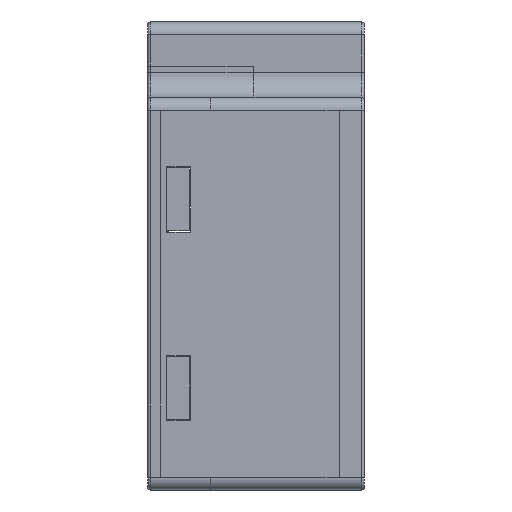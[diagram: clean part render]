
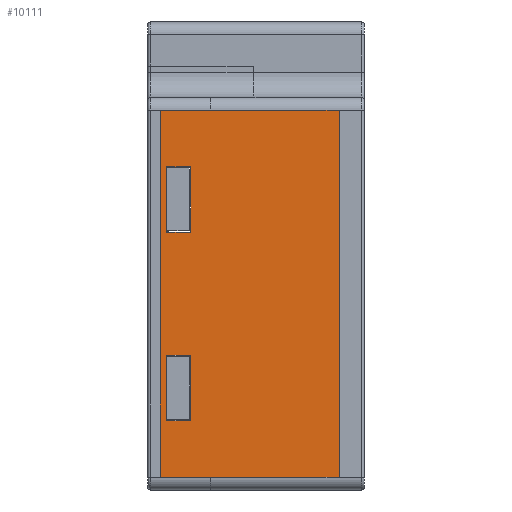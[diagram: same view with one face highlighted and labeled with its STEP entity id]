
A CAD part, left-side view. The second image highlights one B-rep face of the part: STEP entity #10111.
In plain terms, the highlighted planar face has unit normal (-1, 0, 0).
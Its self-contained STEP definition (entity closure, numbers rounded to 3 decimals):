
#3777=DIRECTION('',(0.,-1.,0.));
#3778=VECTOR('',#3777,1.9);
#3779=CARTESIAN_POINT('',(-17.25,7.1,-10.095));
#3780=LINE('',#3779,#3778);
#3784=DIRECTION('',(0.,0.,1.));
#3785=VECTOR('',#3784,5.2);
#3786=CARTESIAN_POINT('',(-17.25,5.2,-10.095));
#3787=LINE('',#3786,#3785);
#3791=DIRECTION('',(0.,1.,0.));
#3792=VECTOR('',#3791,1.9);
#3793=CARTESIAN_POINT('',(-17.25,5.2,-4.895));
#3794=LINE('',#3793,#3792);
#3798=DIRECTION('',(0.,0.,-1.));
#3799=VECTOR('',#3798,5.2);
#3800=CARTESIAN_POINT('',(-17.25,7.1,-4.895));
#3801=LINE('',#3800,#3799);
#3805=DIRECTION('',(0.,-1.,0.));
#3806=VECTOR('',#3805,1.9);
#3807=CARTESIAN_POINT('',(-17.25,7.1,4.895));
#3808=LINE('',#3807,#3806);
#3812=DIRECTION('',(0.,0.,1.));
#3813=VECTOR('',#3812,5.2);
#3814=CARTESIAN_POINT('',(-17.25,5.2,4.895));
#3815=LINE('',#3814,#3813);
#3819=DIRECTION('',(0.,1.,0.));
#3820=VECTOR('',#3819,1.9);
#3821=CARTESIAN_POINT('',(-17.25,5.2,10.095));
#3822=LINE('',#3821,#3820);
#3826=DIRECTION('',(0.,0.,-1.));
#3827=VECTOR('',#3826,5.2);
#3828=CARTESIAN_POINT('',(-17.25,7.1,10.095));
#3829=LINE('',#3828,#3827);
#3833=DIRECTION('',(0.,-1.,0.));
#3834=VECTOR('',#3833,4.);
#3835=CARTESIAN_POINT('',(-17.25,7.6,14.58));
#3836=LINE('',#3835,#3834);
#3840=DIRECTION('',(0.,0.,1.));
#3841=VECTOR('',#3840,0.02);
#3842=CARTESIAN_POINT('',(-17.25,3.6,14.58));
#3843=LINE('',#3842,#3841);
#3847=DIRECTION('',(0.,1.,0.));
#3848=VECTOR('',#3847,10.2);
#3849=CARTESIAN_POINT('',(-17.25,-6.6,14.6));
#3850=LINE('',#3849,#3848);
#3854=DIRECTION('',(0.,0.,1.));
#3855=VECTOR('',#3854,29.2);
#3856=CARTESIAN_POINT('',(-17.25,-6.6,-14.6));
#3857=LINE('',#3856,#3855);
#3861=DIRECTION('',(0.,-1.,0.));
#3862=VECTOR('',#3861,10.2);
#3863=CARTESIAN_POINT('',(-17.25,3.6,-14.6));
#3864=LINE('',#3863,#3862);
#3868=DIRECTION('',(0.,0.,1.));
#3869=VECTOR('',#3868,0.02);
#3870=CARTESIAN_POINT('',(-17.25,3.6,-14.6));
#3871=LINE('',#3870,#3869);
#3875=DIRECTION('',(0.,-1.,0.));
#3876=VECTOR('',#3875,4.);
#3877=CARTESIAN_POINT('',(-17.25,7.6,-14.58));
#3878=LINE('',#3877,#3876);
#3882=DIRECTION('',(0.,0.,-1.));
#3883=VECTOR('',#3882,29.16);
#3884=CARTESIAN_POINT('',(-17.25,7.6,14.58));
#3885=LINE('',#3884,#3883);
#7777=CARTESIAN_POINT('',(-17.25,-6.6,-14.6));
#7778=CARTESIAN_POINT('',(-17.25,-6.6,14.6));
#7779=VERTEX_POINT('',#7777);
#7780=VERTEX_POINT('',#7778);
#7801=CARTESIAN_POINT('',(-17.25,7.1,-10.095));
#7802=CARTESIAN_POINT('',(-17.25,5.2,-10.095));
#7803=VERTEX_POINT('',#7801);
#7804=VERTEX_POINT('',#7802);
#7805=CARTESIAN_POINT('',(-17.25,5.2,-4.895));
#7806=VERTEX_POINT('',#7805);
#7807=CARTESIAN_POINT('',(-17.25,7.1,-4.895));
#7808=VERTEX_POINT('',#7807);
#7809=CARTESIAN_POINT('',(-17.25,7.1,4.895));
#7810=CARTESIAN_POINT('',(-17.25,5.2,4.895));
#7811=VERTEX_POINT('',#7809);
#7812=VERTEX_POINT('',#7810);
#7813=CARTESIAN_POINT('',(-17.25,5.2,10.095));
#7814=VERTEX_POINT('',#7813);
#7815=CARTESIAN_POINT('',(-17.25,7.1,10.095));
#7816=VERTEX_POINT('',#7815);
#8373=CARTESIAN_POINT('',(-17.25,7.6,14.58));
#8374=CARTESIAN_POINT('',(-17.25,3.6,14.58));
#8375=VERTEX_POINT('',#8373);
#8376=VERTEX_POINT('',#8374);
#8377=CARTESIAN_POINT('',(-17.25,7.6,-14.58));
#8378=CARTESIAN_POINT('',(-17.25,3.6,-14.58));
#8379=VERTEX_POINT('',#8377);
#8380=VERTEX_POINT('',#8378);
#8381=CARTESIAN_POINT('',(-17.25,3.6,-14.6));
#8382=VERTEX_POINT('',#8381);
#8383=CARTESIAN_POINT('',(-17.25,3.6,14.6));
#8384=VERTEX_POINT('',#8383);
#10074=CARTESIAN_POINT('',(-17.25,-8.6,0.));
#10075=DIRECTION('',(-1.,0.,0.));
#10076=DIRECTION('',(0.,0.,1.));
#10077=AXIS2_PLACEMENT_3D('',#10074,#10075,#10076);
#10078=PLANE('',#10077);
#10080=ORIENTED_EDGE('',*,*,#10079,.T.);
#10081=ORIENTED_EDGE('',*,*,#9949,.T.);
#10083=ORIENTED_EDGE('',*,*,#10082,.F.);
#10085=ORIENTED_EDGE('',*,*,#10084,.F.);
#10087=ORIENTED_EDGE('',*,*,#10086,.F.);
#10088=ORIENTED_EDGE('',*,*,#9921,.T.);
#10090=ORIENTED_EDGE('',*,*,#10089,.F.);
#10092=ORIENTED_EDGE('',*,*,#10091,.F.);
#10093=EDGE_LOOP('',(#10080,#10081,#10083,#10085,#10087,#10088,#10090,#10092));
#10094=FACE_OUTER_BOUND('',#10093,.F.);
#10096=ORIENTED_EDGE('',*,*,#10095,.T.);
#10098=ORIENTED_EDGE('',*,*,#10097,.T.);
#10100=ORIENTED_EDGE('',*,*,#10099,.T.);
#10102=ORIENTED_EDGE('',*,*,#10101,.T.);
#10103=EDGE_LOOP('',(#10096,#10098,#10100,#10102));
#10104=FACE_BOUND('',#10103,.F.);
#10105=ORIENTED_EDGE('',*,*,#10026,.T.);
#10106=ORIENTED_EDGE('',*,*,#10041,.T.);
#10107=ORIENTED_EDGE('',*,*,#10055,.T.);
#10108=ORIENTED_EDGE('',*,*,#10068,.T.);
#10109=EDGE_LOOP('',(#10105,#10106,#10107,#10108));
#10110=FACE_BOUND('',#10109,.F.);
#9921=EDGE_CURVE('',#8382,#8380,#3871,.T.);
#9949=EDGE_CURVE('',#8376,#8384,#3843,.T.);
#10026=EDGE_CURVE('',#7803,#7804,#3780,.T.);
#10041=EDGE_CURVE('',#7804,#7806,#3787,.T.);
#10055=EDGE_CURVE('',#7806,#7808,#3794,.T.);
#10068=EDGE_CURVE('',#7808,#7803,#3801,.T.);
#10079=EDGE_CURVE('',#8375,#8376,#3836,.T.);
#10082=EDGE_CURVE('',#7780,#8384,#3850,.T.);
#10084=EDGE_CURVE('',#7779,#7780,#3857,.T.);
#10086=EDGE_CURVE('',#8382,#7779,#3864,.T.);
#10089=EDGE_CURVE('',#8379,#8380,#3878,.T.);
#10091=EDGE_CURVE('',#8375,#8379,#3885,.T.);
#10095=EDGE_CURVE('',#7811,#7812,#3808,.T.);
#10097=EDGE_CURVE('',#7812,#7814,#3815,.T.);
#10099=EDGE_CURVE('',#7814,#7816,#3822,.T.);
#10101=EDGE_CURVE('',#7816,#7811,#3829,.T.);
#10111=ADVANCED_FACE('',(#10094,#10104,#10110),#10078,.T.);
